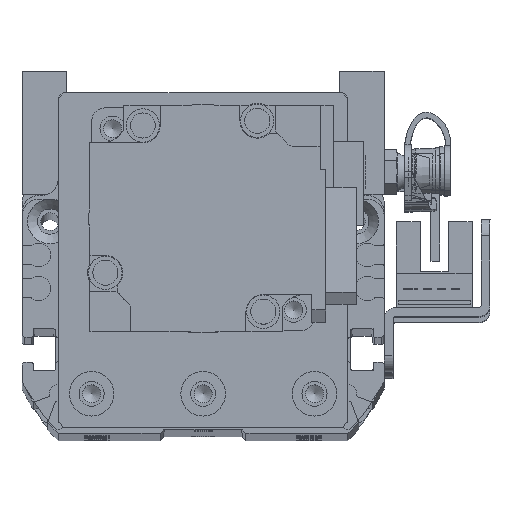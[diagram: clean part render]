
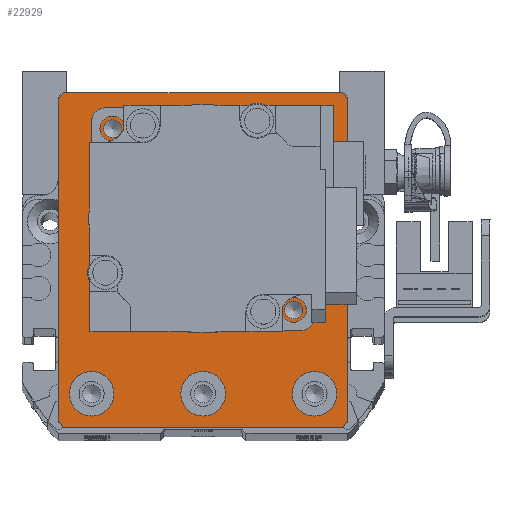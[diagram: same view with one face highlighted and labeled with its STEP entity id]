
A CAD part, top view. The second image highlights one B-rep face of the part: STEP entity #22929.
In plain terms, the highlighted planar face has unit normal (0, 0, 1).
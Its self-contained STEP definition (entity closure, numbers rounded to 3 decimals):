
#1441=FACE_BOUND('',#4705,.T.);
#1442=FACE_BOUND('',#4706,.T.);
#1443=FACE_BOUND('',#4707,.T.);
#1444=FACE_BOUND('',#4708,.T.);
#1445=FACE_BOUND('',#4709,.T.);
#1446=FACE_BOUND('',#4710,.T.);
#1447=FACE_BOUND('',#4711,.T.);
#1448=FACE_BOUND('',#4712,.T.);
#1969=PLANE('',#25593);
#3158=FACE_OUTER_BOUND('',#4704,.T.);
#4704=EDGE_LOOP('',(#20839,#20840,#20841,#20842,#20843,#20844,#20845,#20846));
#4705=EDGE_LOOP('',(#20847));
#4706=EDGE_LOOP('',(#20848));
#4707=EDGE_LOOP('',(#20849));
#4708=EDGE_LOOP('',(#20850));
#4709=EDGE_LOOP('',(#20851));
#4710=EDGE_LOOP('',(#20852));
#4711=EDGE_LOOP('',(#20853));
#4712=EDGE_LOOP('',(#20854));
#6471=LINE('',#40463,#8319);
#6477=LINE('',#40474,#8325);
#6484=LINE('',#40501,#8332);
#6487=LINE('',#40506,#8335);
#6488=LINE('',#40509,#8336);
#6491=LINE('',#40514,#8339);
#6492=LINE('',#40517,#8340);
#6514=LINE('',#40614,#8362);
#8319=VECTOR('',#31765,10.);
#8325=VECTOR('',#31773,10.);
#8332=VECTOR('',#31796,10.);
#8335=VECTOR('',#31801,10.);
#8336=VECTOR('',#31804,10.);
#8339=VECTOR('',#31809,10.);
#8340=VECTOR('',#31812,10.);
#8362=VECTOR('',#31928,10.);
#9570=CIRCLE('',#25556,4.);
#9573=CIRCLE('',#25562,4.);
#9576=CIRCLE('',#25568,4.);
#9578=CIRCLE('',#25573,1.621);
#9580=CIRCLE('',#25577,1.621);
#9582=CIRCLE('',#25581,1.621);
#9584=CIRCLE('',#25585,1.621);
#9587=CIRCLE('',#25591,15.);
#11550=VERTEX_POINT('',#40461);
#11551=VERTEX_POINT('',#40462);
#11555=VERTEX_POINT('',#40472);
#11567=VERTEX_POINT('',#40500);
#11568=VERTEX_POINT('',#40504);
#11569=VERTEX_POINT('',#40508);
#11570=VERTEX_POINT('',#40512);
#11571=VERTEX_POINT('',#40516);
#11578=VERTEX_POINT('',#40539);
#11581=VERTEX_POINT('',#40550);
#11584=VERTEX_POINT('',#40561);
#11587=VERTEX_POINT('',#40572);
#11590=VERTEX_POINT('',#40581);
#11593=VERTEX_POINT('',#40590);
#11596=VERTEX_POINT('',#40599);
#11599=VERTEX_POINT('',#40610);
#14637=EDGE_CURVE('',#11550,#11551,#6471,.T.);
#14643=EDGE_CURVE('',#11550,#11555,#6477,.T.);
#14656=EDGE_CURVE('',#11567,#11555,#6484,.T.);
#14659=EDGE_CURVE('',#11567,#11568,#6487,.T.);
#14660=EDGE_CURVE('',#11569,#11568,#6488,.T.);
#14663=EDGE_CURVE('',#11569,#11570,#6491,.T.);
#14664=EDGE_CURVE('',#11571,#11570,#6492,.T.);
#14674=EDGE_CURVE('',#11578,#11578,#9570,.T.);
#14679=EDGE_CURVE('',#11581,#11581,#9573,.T.);
#14684=EDGE_CURVE('',#11584,#11584,#9576,.T.);
#14689=EDGE_CURVE('',#11587,#11587,#9578,.T.);
#14693=EDGE_CURVE('',#11590,#11590,#9580,.T.);
#14697=EDGE_CURVE('',#11593,#11593,#9582,.T.);
#14701=EDGE_CURVE('',#11596,#11596,#9584,.T.);
#14707=EDGE_CURVE('',#11599,#11599,#9587,.T.);
#14708=EDGE_CURVE('',#11571,#11551,#6514,.T.);
#20839=ORIENTED_EDGE('',*,*,#14637,.F.);
#20840=ORIENTED_EDGE('',*,*,#14643,.T.);
#20841=ORIENTED_EDGE('',*,*,#14656,.F.);
#20842=ORIENTED_EDGE('',*,*,#14659,.T.);
#20843=ORIENTED_EDGE('',*,*,#14660,.F.);
#20844=ORIENTED_EDGE('',*,*,#14663,.T.);
#20845=ORIENTED_EDGE('',*,*,#14664,.F.);
#20846=ORIENTED_EDGE('',*,*,#14708,.T.);
#20847=ORIENTED_EDGE('',*,*,#14674,.T.);
#20848=ORIENTED_EDGE('',*,*,#14679,.T.);
#20849=ORIENTED_EDGE('',*,*,#14684,.T.);
#20850=ORIENTED_EDGE('',*,*,#14689,.T.);
#20851=ORIENTED_EDGE('',*,*,#14693,.T.);
#20852=ORIENTED_EDGE('',*,*,#14697,.T.);
#20853=ORIENTED_EDGE('',*,*,#14701,.T.);
#20854=ORIENTED_EDGE('',*,*,#14707,.T.);
#22929=ADVANCED_FACE('',(#3158,#1441,#1442,#1443,#1444,#1445,#1446,#1447,
#1448),#1969,.T.);
#25556=AXIS2_PLACEMENT_3D('',#40540,#31838,#31839);
#25562=AXIS2_PLACEMENT_3D('',#40551,#31852,#31853);
#25568=AXIS2_PLACEMENT_3D('',#40562,#31866,#31867);
#25573=AXIS2_PLACEMENT_3D('',#40573,#31879,#31880);
#25577=AXIS2_PLACEMENT_3D('',#40582,#31889,#31890);
#25581=AXIS2_PLACEMENT_3D('',#40591,#31899,#31900);
#25585=AXIS2_PLACEMENT_3D('',#40600,#31909,#31910);
#25591=AXIS2_PLACEMENT_3D('',#40612,#31924,#31925);
#25593=AXIS2_PLACEMENT_3D('',#40615,#31929,#31930);
#31765=DIRECTION('',(0.707,0.707,0.));
#31773=DIRECTION('',(0.,-1.,0.));
#31796=DIRECTION('',(-0.707,0.707,0.));
#31801=DIRECTION('',(1.,0.,0.));
#31804=DIRECTION('',(-0.707,-0.707,0.));
#31809=DIRECTION('',(0.,1.,0.));
#31812=DIRECTION('',(0.707,-0.707,0.));
#31838=DIRECTION('center_axis',(0.,0.,-1.));
#31839=DIRECTION('ref_axis',(1.,0.,0.));
#31852=DIRECTION('center_axis',(0.,0.,-1.));
#31853=DIRECTION('ref_axis',(1.,0.,0.));
#31866=DIRECTION('center_axis',(0.,0.,-1.));
#31867=DIRECTION('ref_axis',(1.,0.,0.));
#31879=DIRECTION('center_axis',(0.,0.,-1.));
#31880=DIRECTION('ref_axis',(1.,0.,0.));
#31889=DIRECTION('center_axis',(0.,0.,-1.));
#31890=DIRECTION('ref_axis',(1.,0.,0.));
#31899=DIRECTION('center_axis',(0.,0.,-1.));
#31900=DIRECTION('ref_axis',(1.,0.,0.));
#31909=DIRECTION('center_axis',(0.,0.,-1.));
#31910=DIRECTION('ref_axis',(1.,0.,0.));
#31924=DIRECTION('center_axis',(0.,0.,-1.));
#31925=DIRECTION('ref_axis',(-1.,0.,0.));
#31928=DIRECTION('',(-1.,0.,0.));
#31929=DIRECTION('center_axis',(0.,0.,1.));
#31930=DIRECTION('ref_axis',(1.,0.,0.));
#40461=CARTESIAN_POINT('',(-26.,29.,12.5));
#40462=CARTESIAN_POINT('',(-25.,30.,12.5));
#40463=CARTESIAN_POINT('',(-26.5,28.5,12.5));
#40472=CARTESIAN_POINT('',(-26.,-29.,12.5));
#40474=CARTESIAN_POINT('',(-26.,30.,12.5));
#40500=CARTESIAN_POINT('',(-25.,-30.,12.5));
#40501=CARTESIAN_POINT('',(-26.5,-28.5,12.5));
#40504=CARTESIAN_POINT('',(25.,-30.,12.5));
#40506=CARTESIAN_POINT('',(-26.,-30.,12.5));
#40508=CARTESIAN_POINT('',(26.,-29.,12.5));
#40509=CARTESIAN_POINT('',(26.5,-28.5,12.5));
#40512=CARTESIAN_POINT('',(26.,29.,12.5));
#40514=CARTESIAN_POINT('',(26.,-30.,12.5));
#40516=CARTESIAN_POINT('',(25.,30.,12.5));
#40517=CARTESIAN_POINT('',(26.5,28.5,12.5));
#40539=CARTESIAN_POINT('',(16.,-24.,12.5));
#40540=CARTESIAN_POINT('Origin',(20.,-24.,12.5));
#40550=CARTESIAN_POINT('',(-24.,-24.,12.5));
#40551=CARTESIAN_POINT('Origin',(-20.,-24.,12.5));
#40561=CARTESIAN_POINT('',(-4.,-24.,12.5));
#40562=CARTESIAN_POINT('Origin',(0.,-24.,12.5));
#40572=CARTESIAN_POINT('',(14.642,-8.963,12.5));
#40573=CARTESIAN_POINT('Origin',(16.263,-8.963,12.5));
#40581=CARTESIAN_POINT('',(-17.884,23.563,12.5));
#40582=CARTESIAN_POINT('Origin',(-16.263,23.563,12.5));
#40590=CARTESIAN_POINT('',(14.642,23.563,12.5));
#40591=CARTESIAN_POINT('Origin',(16.263,23.563,12.5));
#40599=CARTESIAN_POINT('',(-17.884,-8.963,12.5));
#40600=CARTESIAN_POINT('Origin',(-16.263,-8.963,12.5));
#40610=CARTESIAN_POINT('',(15.,7.3,12.5));
#40612=CARTESIAN_POINT('Origin',(0.,7.3,12.5));
#40614=CARTESIAN_POINT('',(26.,30.,12.5));
#40615=CARTESIAN_POINT('Origin',(0.,0.,12.5));
